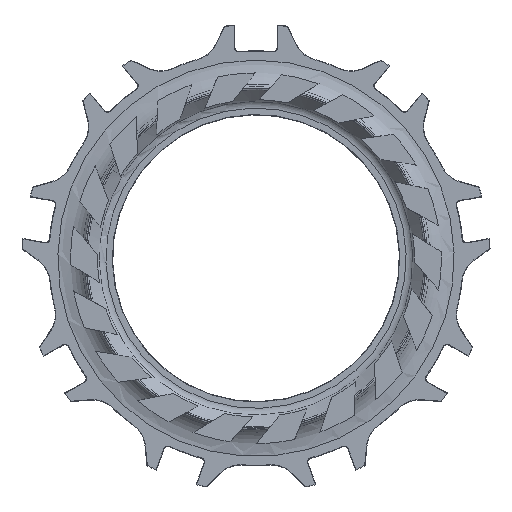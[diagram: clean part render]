
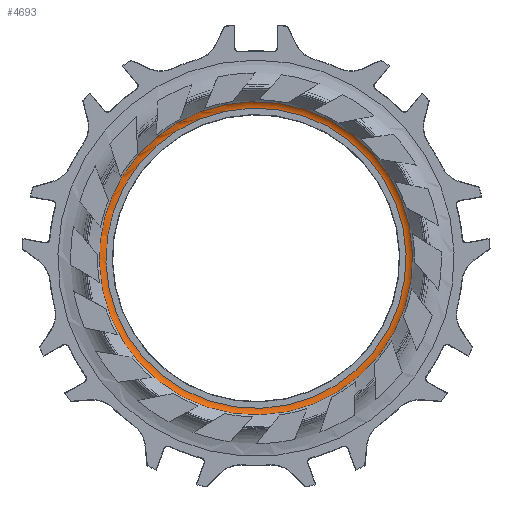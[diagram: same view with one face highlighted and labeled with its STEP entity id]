
A CAD part, top view. The second image highlights one B-rep face of the part: STEP entity #4693.
In plain terms, the highlighted toroidal (fillet/blend) face has major radius 78.528 mm and minor radius 5 mm.
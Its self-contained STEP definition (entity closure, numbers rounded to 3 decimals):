
#4693=ADVANCED_FACE('',(#8467,#8469),#8471,.F.);
#8467=FACE_BOUND('',#8468,.T.);
#8468=EDGE_LOOP('',(#11252,#11253));
#8469=FACE_BOUND('',#8470,.T.);
#8470=EDGE_LOOP('',(#11254,#11255,#11256));
#8471=TOROIDAL_SURFACE('',#8472,78.528,5.);
#8472=AXIS2_PLACEMENT_3D('',#8473,#8474,#8475);
#8473=CARTESIAN_POINT('',(0.,0.,25.));
#8474=DIRECTION('',(0.,0.,1.));
#8475=DIRECTION('',(1.,0.031,0.));
#11252=ORIENTED_EDGE('',*,*,#12123,.F.);
#11253=ORIENTED_EDGE('',*,*,#12122,.F.);
#11254=ORIENTED_EDGE('',*,*,#11858,.F.);
#11255=ORIENTED_EDGE('',*,*,#11857,.F.);
#11256=ORIENTED_EDGE('',*,*,#11856,.F.);
#11856=EDGE_CURVE('',#13698,#13699,#13700,.T.);
#11857=EDGE_CURVE('',#13699,#13701,#13702,.T.);
#11858=EDGE_CURVE('',#13701,#13698,#13703,.T.);
#12122=EDGE_CURVE('',#14147,#14148,#14149,.T.);
#12123=EDGE_CURVE('',#14148,#14147,#14150,.T.);
#13698=VERTEX_POINT('',#17517);
#13699=VERTEX_POINT('',#17518);
#13700=CIRCLE('',#17519,82.064);
#13701=VERTEX_POINT('',#17523);
#13702=CIRCLE('',#17524,82.064);
#13703=CIRCLE('',#17528,82.064);
#14147=VERTEX_POINT('',#21228);
#14148=VERTEX_POINT('',#21229);
#14149=CIRCLE('',#21230,78.528);
#14150=CIRCLE('',#21234,78.528);
#17517=CARTESIAN_POINT('',(-2.539,82.024,21.465));
#17518=CARTESIAN_POINT('',(-82.024,-2.539,21.465));
#17519=AXIS2_PLACEMENT_3D('',#17520,#17521,#17522);
#17520=CARTESIAN_POINT('',(0.,0.,21.465));
#17521=DIRECTION('',(-0.,0.,-1.));
#17522=DIRECTION('',(-0.031,1.,0.));
#17523=CARTESIAN_POINT('',(-69.867,43.047,21.465));
#17524=AXIS2_PLACEMENT_3D('',#17525,#17526,#17527);
#17525=CARTESIAN_POINT('',(0.,0.,21.465));
#17526=DIRECTION('',(-0.,0.,-1.));
#17527=DIRECTION('',(-1.,-0.031,0.));
#17528=AXIS2_PLACEMENT_3D('',#17529,#17530,#17531);
#17529=CARTESIAN_POINT('',(0.,0.,21.465));
#17530=DIRECTION('',(-0.,0.,-1.));
#17531=DIRECTION('',(-0.851,0.525,0.));
#21228=CARTESIAN_POINT('',(78.491,2.429,20.));
#21229=CARTESIAN_POINT('',(-2.429,78.491,20.));
#21230=AXIS2_PLACEMENT_3D('',#21231,#21232,#21233);
#21231=CARTESIAN_POINT('',(0.,0.,20.));
#21232=DIRECTION('',(0.,-0.,1.));
#21233=DIRECTION('',(1.,0.031,0.));
#21234=AXIS2_PLACEMENT_3D('',#21235,#21236,#21237);
#21235=CARTESIAN_POINT('',(0.,0.,20.));
#21236=DIRECTION('',(0.,-0.,1.));
#21237=DIRECTION('',(-0.031,1.,0.));
